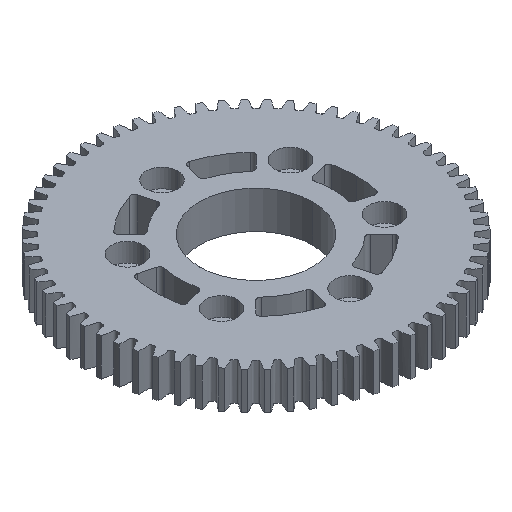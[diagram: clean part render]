
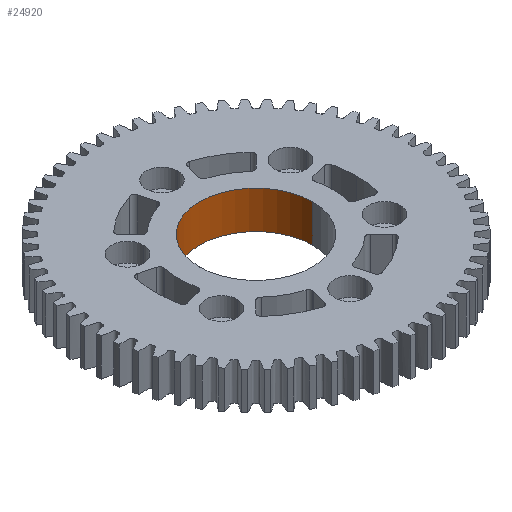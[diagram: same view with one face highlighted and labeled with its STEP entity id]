
A CAD part, isometric view. The second image highlights one B-rep face of the part: STEP entity #24920.
In plain terms, the highlighted cylindrical face has radius 14.306 mm (diameter 28.613 mm), a partial arc.
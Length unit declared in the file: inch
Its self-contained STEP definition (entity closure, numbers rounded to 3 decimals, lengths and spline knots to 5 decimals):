
#451 = EDGE_CURVE ( 'NONE', #21180, #14147, #5371, .T. ) ;
#947 = AXIS2_PLACEMENT_3D ( 'NONE', #8631, #10938, #10930 ) ;
#1162 = CARTESIAN_POINT ( 'NONE',  ( 0., 0., 0.1875 ) ) ;
#2315 = EDGE_LOOP ( 'NONE', ( #23196, #20361, #11170, #5224 ) ) ;
#2379 = EDGE_CURVE ( 'NONE', #10707, #8588, #12766, .T. ) ;
#3571 = CARTESIAN_POINT ( 'NONE',  ( 0.56325, 0., -0.1875 ) ) ;
#5129 = FACE_OUTER_BOUND ( 'NONE', #2315, .T. ) ;
#5224 = ORIENTED_EDGE ( 'NONE', *, *, #451, .T. ) ;
#5349 = DIRECTION ( 'NONE',  ( 0., 0., 1. ) ) ;
#5371 = CIRCLE ( 'NONE', #947, 0.56325 ) ;
#6447 = DIRECTION ( 'NONE',  ( 1., 0., 0. ) ) ;
#6473 = DIRECTION ( 'NONE',  ( 0., 0., 1. ) ) ;
#6504 = CARTESIAN_POINT ( 'NONE',  ( 0., 0., -0.1875 ) ) ;
#7367 = CARTESIAN_POINT ( 'NONE',  ( -0.56325, 0., 0.1875 ) ) ;
#7419 = CARTESIAN_POINT ( 'NONE',  ( 0.56325, 0., 0.1875 ) ) ;
#7877 = CARTESIAN_POINT ( 'NONE',  ( -0.56325, 0., -0.1875 ) ) ;
#8588 = VERTEX_POINT ( 'NONE', #7877 ) ;
#8631 = CARTESIAN_POINT ( 'NONE',  ( 0., 0., 0.1875 ) ) ;
#9432 = AXIS2_PLACEMENT_3D ( 'NONE', #1162, #10957, #15457 ) ;
#9964 = CYLINDRICAL_SURFACE ( 'NONE', #9432, 0.56325 ) ;
#10707 = VERTEX_POINT ( 'NONE', #3571 ) ;
#10930 = DIRECTION ( 'NONE',  ( 1., 0., 0. ) ) ;
#10938 = DIRECTION ( 'NONE',  ( 0., 0., 1. ) ) ;
#10957 = DIRECTION ( 'NONE',  ( 0., 0., 1. ) ) ;
#11170 = ORIENTED_EDGE ( 'NONE', *, *, #24934, .T. ) ;
#11223 = LINE ( 'NONE', #7367, #16530 ) ;
#12544 = DIRECTION ( 'NONE',  ( 0., 0., 1. ) ) ;
#12766 = CIRCLE ( 'NONE', #25045, 0.56325 ) ;
#14147 = VERTEX_POINT ( 'NONE', #21754 ) ;
#15275 = LINE ( 'NONE', #7419, #20016 ) ;
#15457 = DIRECTION ( 'NONE',  ( 1., 0., 0. ) ) ;
#16530 = VECTOR ( 'NONE', #12544, 39.37008 ) ;
#20016 = VECTOR ( 'NONE', #5349, 39.37008 ) ;
#20361 = ORIENTED_EDGE ( 'NONE', *, *, #2379, .F. ) ;
#21180 = VERTEX_POINT ( 'NONE', #24862 ) ;
#21754 = CARTESIAN_POINT ( 'NONE',  ( -0.56325, 0., 0.1875 ) ) ;
#23196 = ORIENTED_EDGE ( 'NONE', *, *, #26427, .F. ) ;
#24862 = CARTESIAN_POINT ( 'NONE',  ( 0.56325, 0., 0.1875 ) ) ;
#24920 = ADVANCED_FACE ( 'NONE', ( #5129 ), #9964, .F. ) ;
#24934 = EDGE_CURVE ( 'NONE', #10707, #21180, #15275, .T. ) ;
#25045 = AXIS2_PLACEMENT_3D ( 'NONE', #6504, #6473, #6447 ) ;
#26427 = EDGE_CURVE ( 'NONE', #8588, #14147, #11223, .T. ) ;
